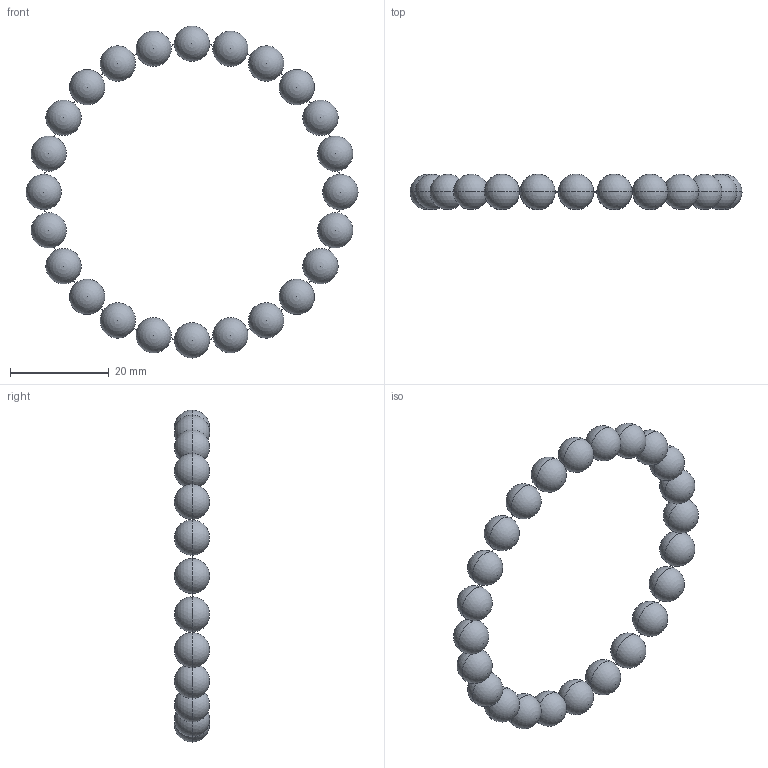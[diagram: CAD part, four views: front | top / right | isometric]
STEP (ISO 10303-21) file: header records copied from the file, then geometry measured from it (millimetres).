
FILE_DESCRIPTION (( 'STEP AP203' ), '1' );
FILE_NAME ('51110_balls.STEP', '2025-11-09T12:52:31', ( '' ), ( '' ), 'SwSTEP 2.0', 'SolidWorks 2024', '' );
FILE_SCHEMA (( 'CONFIG_CONTROL_DESIGN' ));
Length unit declared in the file: millimetre
Products named in the file (1): 51110_balls
Bounding box: 67.14 x 7.14 x 67.14 mm (x, y, z)
Volume: 4581.8 mm3; surface area: 3849.1 mm2
Topology: 1 solids, 1 shells, 96 faces, 360 edges, 216 vertices
Faces by surface type: torus 48, sphere 48
Entity records: 3445 total; most frequent: CARTESIAN_POINT 1153, DIRECTION 482, ORIENTED_EDGE 480, AXIS2_PLACEMENT_3D 241, EDGE_CURVE 240, VERTEX_POINT 144, CIRCLE 144, EDGE_LOOP 96
